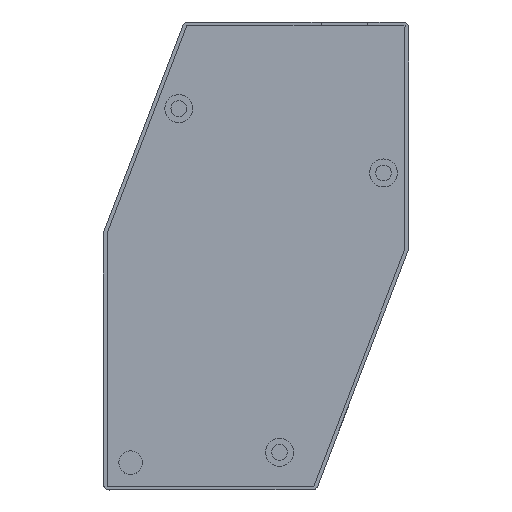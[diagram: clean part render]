
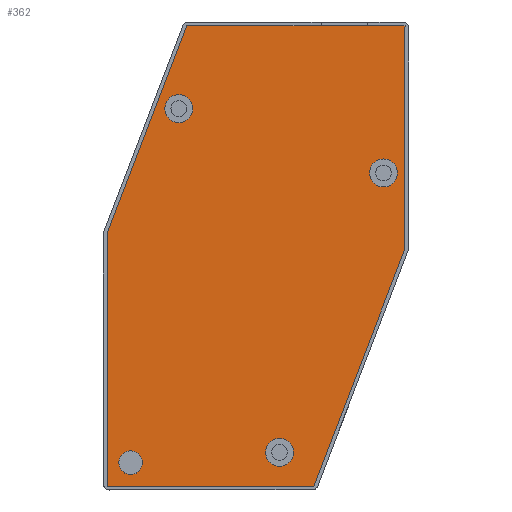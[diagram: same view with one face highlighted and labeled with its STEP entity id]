
A CAD part, top view. The second image highlights one B-rep face of the part: STEP entity #362.
In plain terms, the highlighted planar face has unit normal (0, 0, 1).
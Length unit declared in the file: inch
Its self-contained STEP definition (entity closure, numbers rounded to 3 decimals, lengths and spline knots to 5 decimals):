
#5 = CARTESIAN_POINT ( 'NONE',  ( 1.93198, -0.5998, 1.29614 ) ) ;
#15 = DIRECTION ( 'NONE',  ( 0., 0., 1. ) ) ;
#30 = CARTESIAN_POINT ( 'NONE',  ( -0.58389, -2.60545, 1.29614 ) ) ;
#47 = CIRCLE ( 'NONE', #297, 0.1 ) ;
#60 = AXIS2_PLACEMENT_3D ( 'NONE', #1472, #293, #550 ) ;
#72 = VECTOR ( 'NONE', #1568, 39.37008 ) ;
#79 = DIRECTION ( 'NONE',  ( 0., 0., 1. ) ) ;
#105 = EDGE_LOOP ( 'NONE', ( #1457, #1666 ) ) ;
#107 = CIRCLE ( 'NONE', #276, 0.11811 ) ;
#133 = DIRECTION ( 'NONE',  ( -1., 0., 0. ) ) ;
#180 = LINE ( 'NONE', #30, #72 ) ;
#182 = FACE_OUTER_BOUND ( 'NONE', #327, .T. ) ;
#183 = ORIENTED_EDGE ( 'NONE', *, *, #1483, .F. ) ;
#206 = EDGE_LOOP ( 'NONE', ( #1632, #985 ) ) ;
#225 = EDGE_CURVE ( 'NONE', #1073, #906, #107, .T. ) ;
#230 = CARTESIAN_POINT ( 'NONE',  ( 0.02273, 0.58482, 1.29614 ) ) ;
#232 = EDGE_CURVE ( 'NONE', #560, #1384, #1558, .T. ) ;
#234 = CIRCLE ( 'NONE', #1618, 0.11811 ) ;
#242 = EDGE_CURVE ( 'NONE', #1109, #612, #898, .T. ) ;
#245 = AXIS2_PLACEMENT_3D ( 'NONE', #230, #737, #1383 ) ;
#264 = VERTEX_POINT ( 'NONE', #1022 ) ;
#276 = AXIS2_PLACEMENT_3D ( 'NONE', #541, #1195, #133 ) ;
#277 = EDGE_CURVE ( 'NONE', #618, #560, #377, .T. ) ;
#293 = DIRECTION ( 'NONE',  ( 0., 0., -1. ) ) ;
#296 = VERTEX_POINT ( 'NONE', #805 ) ;
#297 = AXIS2_PLACEMENT_3D ( 'NONE', #613, #485, #1250 ) ;
#327 = EDGE_LOOP ( 'NONE', ( #525, #505, #1171, #1103, #891, #828 ) ) ;
#332 = EDGE_CURVE ( 'NONE', #906, #1073, #1449, .T. ) ;
#333 = CIRCLE ( 'NONE', #554, 0.11811 ) ;
#335 = CARTESIAN_POINT ( 'NONE',  ( 0.09035, 1.28592, 1.29614 ) ) ;
#353 = EDGE_CURVE ( 'NONE', #296, #921, #800, .T. ) ;
#362 = ADVANCED_FACE ( 'NONE', ( #962, #442, #1464, #1338, #182 ), #1236, .F. ) ;
#364 = AXIS2_PLACEMENT_3D ( 'NONE', #1301, #15, #1321 ) ;
#365 = CARTESIAN_POINT ( 'NONE',  ( -0.48389, -2.40545, 1.29614 ) ) ;
#377 = LINE ( 'NONE', #1408, #1518 ) ;
#393 = CARTESIAN_POINT ( 'NONE',  ( 1.9325, 1.28592, 1.29614 ) ) ;
#396 = CARTESIAN_POINT ( 'NONE',  ( 1.9325, 1.28592, 1.29614 ) ) ;
#428 = EDGE_CURVE ( 'NONE', #1191, #1109, #1093, .T. ) ;
#441 = CARTESIAN_POINT ( 'NONE',  ( 1.63297, 0.04151, 1.29614 ) ) ;
#442 = FACE_BOUND ( 'NONE', #938, .T. ) ;
#484 = EDGE_CURVE ( 'NONE', #990, #264, #333, .T. ) ;
#485 = DIRECTION ( 'NONE',  ( 0., 0., 1. ) ) ;
#498 = VECTOR ( 'NONE', #1487, 39.37008 ) ;
#502 = DIRECTION ( 'NONE',  ( 0., 0., 1. ) ) ;
#505 = ORIENTED_EDGE ( 'NONE', *, *, #277, .F. ) ;
#521 = CARTESIAN_POINT ( 'NONE',  ( 0.09035, 1.28592, 1.29614 ) ) ;
#525 = ORIENTED_EDGE ( 'NONE', *, *, #232, .F. ) ;
#541 = CARTESIAN_POINT ( 'NONE',  ( 0.87312, -2.31676, 1.29614 ) ) ;
#550 = DIRECTION ( 'NONE',  ( 0., -1., 0. ) ) ;
#554 = AXIS2_PLACEMENT_3D ( 'NONE', #1594, #79, #1634 ) ;
#560 = VERTEX_POINT ( 'NONE', #733 ) ;
#563 = CARTESIAN_POINT ( 'NONE',  ( -0.58389, -2.60545, 1.29614 ) ) ;
#584 = AXIS2_PLACEMENT_3D ( 'NONE', #647, #1675, #1037 ) ;
#587 = EDGE_CURVE ( 'NONE', #1473, #1182, #957, .T. ) ;
#612 = VERTEX_POINT ( 'NONE', #393 ) ;
#613 = CARTESIAN_POINT ( 'NONE',  ( -0.38389, -2.40545, 1.29614 ) ) ;
#618 = VERTEX_POINT ( 'NONE', #5 ) ;
#635 = DIRECTION ( 'NONE',  ( -1., 0., 0. ) ) ;
#647 = CARTESIAN_POINT ( 'NONE',  ( 0.87312, -2.31676, 1.29614 ) ) ;
#657 = DIRECTION ( 'NONE',  ( -1., 0., 0. ) ) ;
#659 = DIRECTION ( 'NONE',  ( 0., -1., 0. ) ) ;
#678 = CARTESIAN_POINT ( 'NONE',  ( 1.16208, -2.60545, 1.29614 ) ) ;
#701 = CIRCLE ( 'NONE', #245, 0.11811 ) ;
#715 = VECTOR ( 'NONE', #657, 39.37008 ) ;
#733 = CARTESIAN_POINT ( 'NONE',  ( 1.16208, -2.60545, 1.29614 ) ) ;
#734 = AXIS2_PLACEMENT_3D ( 'NONE', #988, #922, #635 ) ;
#737 = DIRECTION ( 'NONE',  ( 0., 0., 1. ) ) ;
#765 = DIRECTION ( 'NONE',  ( -0.358, -0.934, 0. ) ) ;
#800 = CIRCLE ( 'NONE', #364, 0.11811 ) ;
#805 = CARTESIAN_POINT ( 'NONE',  ( 1.86919, 0.04151, 1.29614 ) ) ;
#828 = ORIENTED_EDGE ( 'NONE', *, *, #958, .F. ) ;
#858 = EDGE_LOOP ( 'NONE', ( #1432, #183 ) ) ;
#891 = ORIENTED_EDGE ( 'NONE', *, *, #428, .F. ) ;
#898 = LINE ( 'NONE', #521, #1068 ) ;
#906 = VERTEX_POINT ( 'NONE', #1063 ) ;
#910 = DIRECTION ( 'NONE',  ( -1., 0., 0. ) ) ;
#921 = VERTEX_POINT ( 'NONE', #441 ) ;
#922 = DIRECTION ( 'NONE',  ( 0., 0., 1. ) ) ;
#938 = EDGE_LOOP ( 'NONE', ( #1173, #1583 ) ) ;
#957 = CIRCLE ( 'NONE', #734, 0.1 ) ;
#958 = EDGE_CURVE ( 'NONE', #1384, #1191, #180, .T. ) ;
#962 = FACE_BOUND ( 'NONE', #206, .T. ) ;
#985 = ORIENTED_EDGE ( 'NONE', *, *, #332, .F. ) ;
#988 = CARTESIAN_POINT ( 'NONE',  ( -0.38389, -2.40545, 1.29614 ) ) ;
#990 = VERTEX_POINT ( 'NONE', #1379 ) ;
#1017 = EDGE_CURVE ( 'NONE', #1182, #1473, #47, .T. ) ;
#1022 = CARTESIAN_POINT ( 'NONE',  ( 0.14084, 0.58482, 1.29614 ) ) ;
#1037 = DIRECTION ( 'NONE',  ( -1., 0., 0. ) ) ;
#1055 = DIRECTION ( 'NONE',  ( 1., 0., 0. ) ) ;
#1063 = CARTESIAN_POINT ( 'NONE',  ( 0.99123, -2.31676, 1.29614 ) ) ;
#1068 = VECTOR ( 'NONE', #1055, 39.37008 ) ;
#1073 = VERTEX_POINT ( 'NONE', #1633 ) ;
#1093 = LINE ( 'NONE', #1345, #498 ) ;
#1103 = ORIENTED_EDGE ( 'NONE', *, *, #242, .F. ) ;
#1109 = VERTEX_POINT ( 'NONE', #335 ) ;
#1117 = VECTOR ( 'NONE', #659, 39.37008 ) ;
#1147 = CARTESIAN_POINT ( 'NONE',  ( -0.28389, -2.40545, 1.29614 ) ) ;
#1154 = CARTESIAN_POINT ( 'NONE',  ( -0.58389, -0.47053, 1.29614 ) ) ;
#1171 = ORIENTED_EDGE ( 'NONE', *, *, #1646, .F. ) ;
#1173 = ORIENTED_EDGE ( 'NONE', *, *, #587, .F. ) ;
#1182 = VERTEX_POINT ( 'NONE', #1147 ) ;
#1191 = VERTEX_POINT ( 'NONE', #1154 ) ;
#1195 = DIRECTION ( 'NONE',  ( 0., 0., 1. ) ) ;
#1236 = PLANE ( 'NONE',  #60 ) ;
#1244 = EDGE_CURVE ( 'NONE', #921, #296, #234, .T. ) ;
#1250 = DIRECTION ( 'NONE',  ( -1., 0., 0. ) ) ;
#1301 = CARTESIAN_POINT ( 'NONE',  ( 1.75108, 0.04151, 1.29614 ) ) ;
#1321 = DIRECTION ( 'NONE',  ( -1., 0., 0. ) ) ;
#1338 = FACE_BOUND ( 'NONE', #105, .T. ) ;
#1345 = CARTESIAN_POINT ( 'NONE',  ( -0.58389, -0.47053, 1.29614 ) ) ;
#1379 = CARTESIAN_POINT ( 'NONE',  ( -0.09538, 0.58482, 1.29614 ) ) ;
#1383 = DIRECTION ( 'NONE',  ( -1., 0., 0. ) ) ;
#1384 = VERTEX_POINT ( 'NONE', #563 ) ;
#1408 = CARTESIAN_POINT ( 'NONE',  ( 1.93198, -0.5998, 1.29614 ) ) ;
#1432 = ORIENTED_EDGE ( 'NONE', *, *, #484, .F. ) ;
#1449 = CIRCLE ( 'NONE', #584, 0.11811 ) ;
#1457 = ORIENTED_EDGE ( 'NONE', *, *, #1244, .F. ) ;
#1464 = FACE_BOUND ( 'NONE', #858, .T. ) ;
#1472 = CARTESIAN_POINT ( 'NONE',  ( 0., 0., 1.29614 ) ) ;
#1473 = VERTEX_POINT ( 'NONE', #365 ) ;
#1483 = EDGE_CURVE ( 'NONE', #264, #990, #701, .T. ) ;
#1487 = DIRECTION ( 'NONE',  ( 0.358, 0.934, 0. ) ) ;
#1518 = VECTOR ( 'NONE', #765, 39.37008 ) ;
#1558 = LINE ( 'NONE', #678, #715 ) ;
#1568 = DIRECTION ( 'NONE',  ( 0., 1., 0. ) ) ;
#1583 = ORIENTED_EDGE ( 'NONE', *, *, #1017, .F. ) ;
#1594 = CARTESIAN_POINT ( 'NONE',  ( 0.02273, 0.58482, 1.29614 ) ) ;
#1618 = AXIS2_PLACEMENT_3D ( 'NONE', #1656, #502, #910 ) ;
#1632 = ORIENTED_EDGE ( 'NONE', *, *, #225, .F. ) ;
#1633 = CARTESIAN_POINT ( 'NONE',  ( 0.75501, -2.31676, 1.29614 ) ) ;
#1634 = DIRECTION ( 'NONE',  ( -1., 0., 0. ) ) ;
#1646 = EDGE_CURVE ( 'NONE', #612, #618, #1667, .T. ) ;
#1656 = CARTESIAN_POINT ( 'NONE',  ( 1.75108, 0.04151, 1.29614 ) ) ;
#1666 = ORIENTED_EDGE ( 'NONE', *, *, #353, .F. ) ;
#1667 = LINE ( 'NONE', #396, #1117 ) ;
#1675 = DIRECTION ( 'NONE',  ( 0., 0., 1. ) ) ;
